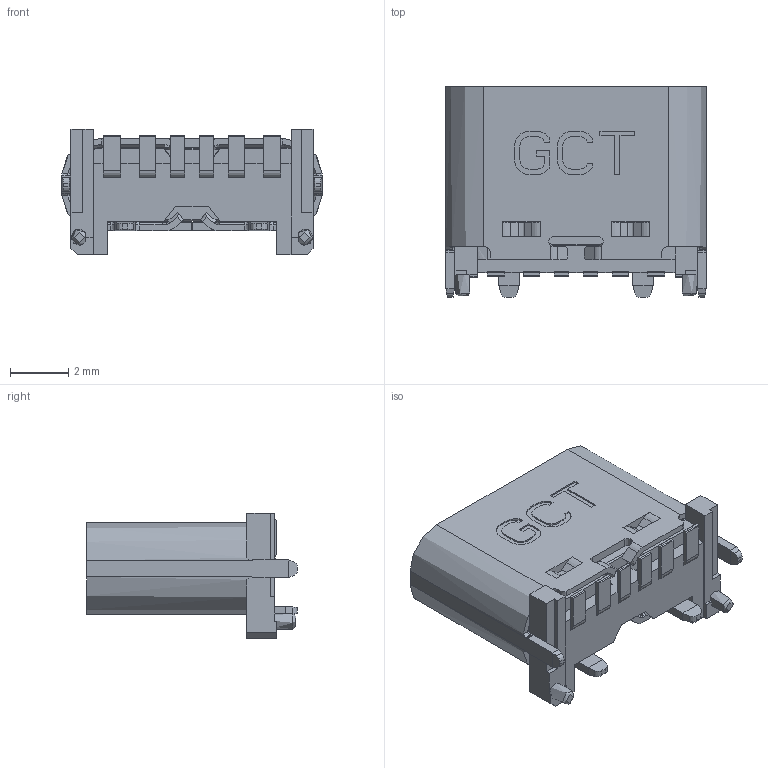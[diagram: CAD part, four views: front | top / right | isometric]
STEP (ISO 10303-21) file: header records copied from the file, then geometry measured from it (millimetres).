
FILE_DESCRIPTION(/* description */ ('STEP AP214'),/* implementation_level */ '2;1');
FILE_NAME(/* name */ 'USB4140-GF-0070-C',/* time_stamp */ '2023-01-25T00:24:55+01:00',/* author */ ('License CC BY-ND 4.0'),/* organization */ ('CADENAS'),/* preprocessor_version */ 'ST-DEVELOPER v18.102',/* originating_system */ 'PARTsolutions',/* authorisation */ ' ');
FILE_SCHEMA (('AUTOMOTIVE_DESIGN {1 0 10303 214 3 1 1}'));
Length unit declared in the file: millimetre
Products named in the file (3): USB4140-GF-0070-C; USB4140-GF-0070-C_PART2; USB4140-GF-0070-C_PART1
Assembly tree (2 placements, depth 2):
  USB4140-GF-0070-C
    USB4140-GF-0070-C_PART2
    USB4140-GF-0070-C_PART1
Bounding box: 8.94 x 7.23 x 4.3 mm (x, y, z)
Volume: 93.4 mm3
Topology: 2 solids, 3 shells, 1031 faces, 2818 edges, 1806 vertices
Faces by surface type: plane 880, cylinder 137, cone 14
Entity records: 36438 total; most frequent: CARTESIAN_POINT 5817, ORIENTED_EDGE 5630, DIRECTION 5109, EDGE_CURVE 2815, LINE 2481, VECTOR 2481, VERTEX_POINT 1804, AXIS2_PLACEMENT_3D 1314
